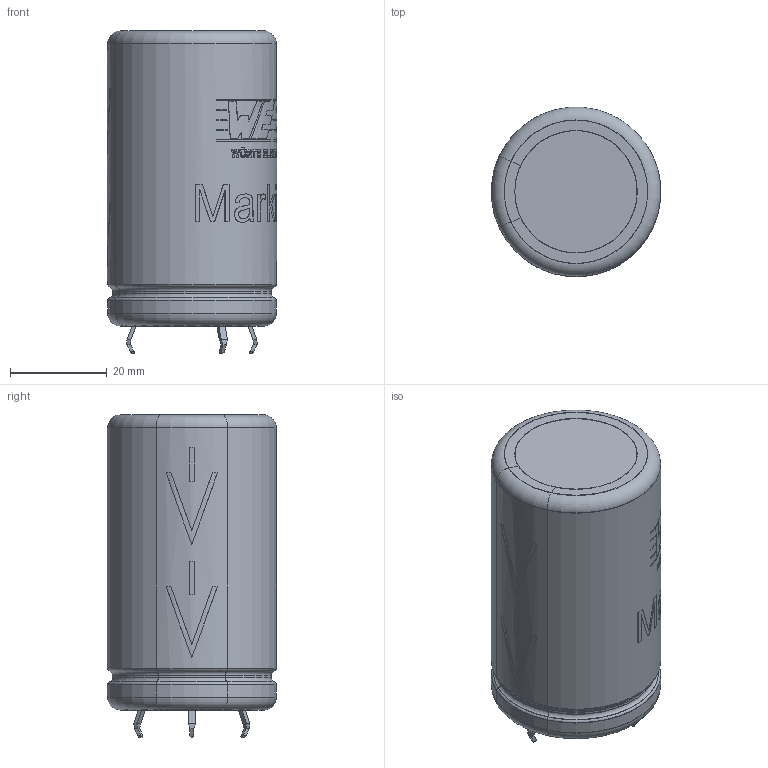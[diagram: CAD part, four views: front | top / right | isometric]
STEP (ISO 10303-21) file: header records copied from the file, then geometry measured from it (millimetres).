
FILE_DESCRIPTION(/* description */ ('Unknown'),/* implementation_level */ '2;1');
FILE_NAME(/* name */ '35x61x24.3',/* time_stamp */ '2021-05-07T08:25:48+02:00',/* author */ ('Unknown'),/* organization */ ('Unknown'),/* preprocessor_version */ 'ST-DEVELOPER v16.7',/* originating_system */ 'Solid Edge',/* authorisation */ 'Unknown');
FILE_SCHEMA (('AUTOMOTIVE_DESIGN {1 0 10303 214 3 1 1}'));
Length unit declared in the file: millimetre
Products named in the file (1): 35x61x24.3
Bounding box: 34.99 x 34.92 x 66.6 mm (x, y, z)
Volume: 56830.1 mm3; surface area: 23813.8 mm2
Topology: 3 solids, 4 shells, 512 faces, 1298 edges, 850 vertices
Faces by surface type: plane 309, bspline 101, cylinder 77, torus 25
Full cylindrical faces by diameter (mm): 4.4 x4, 25.278 x1, 26.999 x1, 29.644 x1, 31 x1, 32.725 x1, 32.745 x1, 34.78 x2, 34.8 x2
Entity records: 25885 total; most frequent: CARTESIAN_POINT 10537, ORIENTED_EDGE 2512, DIRECTION 2195, EDGE_CURVE 1256, VERTEX_POINT 843, AXIS2_PLACEMENT_3D 767, LINE 661, VECTOR 661
